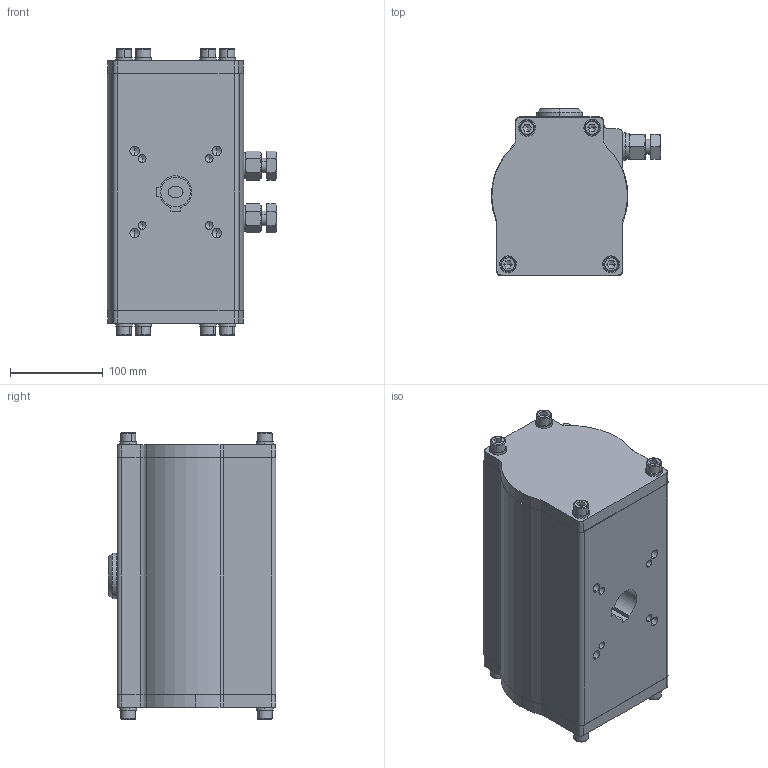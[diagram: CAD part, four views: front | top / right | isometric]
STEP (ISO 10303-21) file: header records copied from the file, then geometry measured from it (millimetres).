
FILE_DESCRIPTION (( 'STEP AP214' ), '1' );
FILE_NAME ('F89E-032-DA.STP', '2016-12-09T09:06:06', ( '' ), ( '' ), 'SwSTEP 2.0', 'SolidWorks 2014', '' );
FILE_SCHEMA (( 'AUTOMOTIVE_DESIGN' ));
Length unit declared in the file: millimetre
Products named in the file (1): F89E-032-DA
Bounding box: 182.19 x 180.5 x 308.84 mm (x, y, z)
Volume: 6288640 mm3; surface area: 257243.8 mm2
Topology: 2 solids, 2 shells, 475 faces, 1233 edges, 747 vertices
Faces by surface type: plane 175, cylinder 161, cone 108, bspline 31
Entity records: 20735 total; most frequent: CARTESIAN_POINT 4408, ORIENTED_EDGE 2346, DIRECTION 2299, EDGE_CURVE 1173, AXIS2_PLACEMENT_3D 894, VERTEX_POINT 747, EDGE_LOOP 526, VECTOR 511
